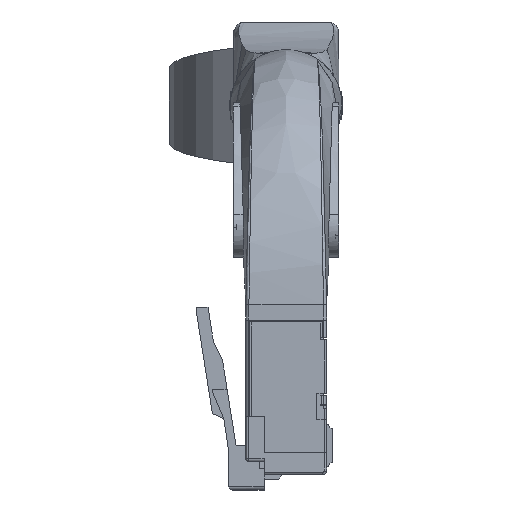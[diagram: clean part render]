
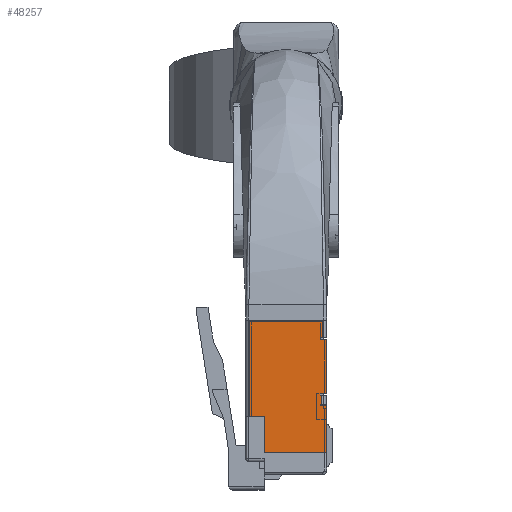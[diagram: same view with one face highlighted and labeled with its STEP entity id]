
A CAD part, left-side view. The second image highlights one B-rep face of the part: STEP entity #48257.
In plain terms, the highlighted face is planar.
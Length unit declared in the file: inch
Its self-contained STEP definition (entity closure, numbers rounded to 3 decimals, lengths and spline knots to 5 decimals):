
#639 = VECTOR ( 'NONE', #12377, 39.37008 ) ;
#772 = EDGE_CURVE ( 'NONE', #31265, #50530, #12635, .T. ) ;
#939 = ORIENTED_EDGE ( 'NONE', *, *, #20704, .F. ) ;
#973 = DIRECTION ( 'NONE',  ( 1., 0., 0. ) ) ;
#1077 = ORIENTED_EDGE ( 'NONE', *, *, #21785, .F. ) ;
#1889 = VERTEX_POINT ( 'NONE', #46670 ) ;
#1968 = CARTESIAN_POINT ( 'NONE',  ( 0.36299, -0.11031, 0.22992 ) ) ;
#2332 = DIRECTION ( 'NONE',  ( -1., 0., 0. ) ) ;
#2355 = EDGE_CURVE ( 'NONE', #47332, #1889, #60016, .T. ) ;
#2929 = VECTOR ( 'NONE', #57500, 39.37008 ) ;
#5220 = CARTESIAN_POINT ( 'NONE',  ( 0., 0.0689, 0.22992 ) ) ;
#5953 = CARTESIAN_POINT ( 'NONE',  ( 0.36811, -0.11031, 0.22992 ) ) ;
#6766 = LINE ( 'NONE', #52033, #20883 ) ;
#7016 = VERTEX_POINT ( 'NONE', #17344 ) ;
#7450 = VECTOR ( 'NONE', #34251, 39.37008 ) ;
#7503 = CARTESIAN_POINT ( 'NONE',  ( 0., 0.11811, 0.22992 ) ) ;
#8153 = DIRECTION ( 'NONE',  ( 1., 0., 0. ) ) ;
#8473 = CARTESIAN_POINT ( 'NONE',  ( 0.14941, -0.12992, 0.22992 ) ) ;
#8734 = DIRECTION ( 'NONE',  ( -1., 0., 0. ) ) ;
#8946 = LINE ( 'NONE', #38811, #7450 ) ;
#8955 = CARTESIAN_POINT ( 'NONE',  ( 0.4252, -0.11031, 0.22992 ) ) ;
#9013 = EDGE_CURVE ( 'NONE', #59294, #25507, #26048, .T. ) ;
#9512 = VERTEX_POINT ( 'NONE', #26550 ) ;
#9893 = CARTESIAN_POINT ( 'NONE',  ( 0.36299, -0.11811, 0.22992 ) ) ;
#9930 = VECTOR ( 'NONE', #47477, 39.37008 ) ;
#10063 = VERTEX_POINT ( 'NONE', #1968 ) ;
#10533 = CARTESIAN_POINT ( 'NONE',  ( 0.36811, -0.11811, 0.22992 ) ) ;
#10796 = VECTOR ( 'NONE', #29645, 39.37008 ) ;
#12377 = DIRECTION ( 'NONE',  ( 0., 1., 0. ) ) ;
#12635 = LINE ( 'NONE', #24498, #22279 ) ;
#12954 = LINE ( 'NONE', #9893, #22583 ) ;
#13066 = CARTESIAN_POINT ( 'NONE',  ( 0.18878, -0.12992, 0.22992 ) ) ;
#13619 = EDGE_CURVE ( 'NONE', #10063, #31265, #61337, .T. ) ;
#14139 = DIRECTION ( 'NONE',  ( 0., -1., 0. ) ) ;
#14777 = EDGE_CURVE ( 'NONE', #34683, #56316, #61216, .T. ) ;
#15835 = CARTESIAN_POINT ( 'NONE',  ( 0.4252, 0.11811, 0.22992 ) ) ;
#16490 = DIRECTION ( 'NONE',  ( 0., 1., 0. ) ) ;
#17036 = DIRECTION ( 'NONE',  ( 0., -1., 0. ) ) ;
#17344 = CARTESIAN_POINT ( 'NONE',  ( 0.18878, -0.11031, 0.22992 ) ) ;
#17525 = VERTEX_POINT ( 'NONE', #19581 ) ;
#17675 = DIRECTION ( 'NONE',  ( -1., 0., 0. ) ) ;
#17938 = LINE ( 'NONE', #45001, #43268 ) ;
#18371 = ORIENTED_EDGE ( 'NONE', *, *, #13619, .T. ) ;
#18734 = CARTESIAN_POINT ( 'NONE',  ( 0.4252, -0.11811, 0.22992 ) ) ;
#19166 = LINE ( 'NONE', #31603, #57107 ) ;
#19581 = CARTESIAN_POINT ( 'NONE',  ( 0.18386, -0.11031, 0.22992 ) ) ;
#19964 = VECTOR ( 'NONE', #17675, 39.37008 ) ;
#20018 = EDGE_CURVE ( 'NONE', #40393, #39076, #17938, .T. ) ;
#20672 = CARTESIAN_POINT ( 'NONE',  ( 0.11417, 0.0689, 0.22992 ) ) ;
#20704 = EDGE_CURVE ( 'NONE', #17525, #44104, #6766, .T. ) ;
#20883 = VECTOR ( 'NONE', #23502, 39.37008 ) ;
#21425 = EDGE_CURVE ( 'NONE', #26750, #1889, #28233, .T. ) ;
#21501 = VECTOR ( 'NONE', #26488, 39.37008 ) ;
#21610 = ORIENTED_EDGE ( 'NONE', *, *, #772, .T. ) ;
#21785 = EDGE_CURVE ( 'NONE', #32778, #7016, #38585, .T. ) ;
#22266 = CARTESIAN_POINT ( 'NONE',  ( 0., 0.0689, 0.22992 ) ) ;
#22279 = VECTOR ( 'NONE', #52984, 39.37008 ) ;
#22307 = CARTESIAN_POINT ( 'NONE',  ( 0.15433, 0.11811, 0.22992 ) ) ;
#22369 = ORIENTED_EDGE ( 'NONE', *, *, #29010, .T. ) ;
#22583 = VECTOR ( 'NONE', #33575, 39.37008 ) ;
#22646 = LINE ( 'NONE', #41484, #46503 ) ;
#23315 = VECTOR ( 'NONE', #8734, 39.37008 ) ;
#23502 = DIRECTION ( 'NONE',  ( 0., -1., 0. ) ) ;
#23648 = ORIENTED_EDGE ( 'NONE', *, *, #20018, .F. ) ;
#24498 = CARTESIAN_POINT ( 'NONE',  ( 0.36811, -0.11811, 0.22992 ) ) ;
#24561 = VECTOR ( 'NONE', #14139, 39.37008 ) ;
#25507 = VERTEX_POINT ( 'NONE', #34914 ) ;
#26048 = LINE ( 'NONE', #28282, #24561 ) ;
#26055 = CARTESIAN_POINT ( 'NONE',  ( 0.4252, 0.11811, 0.22992 ) ) ;
#26488 = DIRECTION ( 'NONE',  ( 0., 1., 0. ) ) ;
#26550 = CARTESIAN_POINT ( 'NONE',  ( 0.15433, -0.11523, 0.22992 ) ) ;
#26618 = ORIENTED_EDGE ( 'NONE', *, *, #45819, .T. ) ;
#26750 = VERTEX_POINT ( 'NONE', #8473 ) ;
#27055 = CARTESIAN_POINT ( 'NONE',  ( 0.4252, -0.11031, 0.22992 ) ) ;
#27135 = LINE ( 'NONE', #57939, #49520 ) ;
#27225 = ORIENTED_EDGE ( 'NONE', *, *, #9013, .F. ) ;
#28141 = EDGE_CURVE ( 'NONE', #47332, #40393, #47354, .T. ) ;
#28233 = LINE ( 'NONE', #52773, #2929 ) ;
#28282 = CARTESIAN_POINT ( 'NONE',  ( 0.4252, 0.11811, 0.22992 ) ) ;
#29010 = EDGE_CURVE ( 'NONE', #9512, #44104, #27135, .T. ) ;
#29645 = DIRECTION ( 'NONE',  ( 1., 0., 0. ) ) ;
#29672 = EDGE_CURVE ( 'NONE', #10063, #42264, #12954, .T. ) ;
#30383 = EDGE_CURVE ( 'NONE', #25507, #50530, #35186, .T. ) ;
#30807 = DIRECTION ( 'NONE',  ( 0., 0., -1. ) ) ;
#31265 = VERTEX_POINT ( 'NONE', #36484 ) ;
#31485 = CARTESIAN_POINT ( 'NONE',  ( 0.15433, -0.11031, 0.22992 ) ) ;
#31603 = CARTESIAN_POINT ( 'NONE',  ( 0.14941, 0.11811, 0.22992 ) ) ;
#31900 = CARTESIAN_POINT ( 'NONE',  ( 0.18386, -0.11523, 0.22992 ) ) ;
#32621 = LINE ( 'NONE', #27055, #19964 ) ;
#32778 = VERTEX_POINT ( 'NONE', #13066 ) ;
#33575 = DIRECTION ( 'NONE',  ( 0., -1., 0. ) ) ;
#34023 = ORIENTED_EDGE ( 'NONE', *, *, #29672, .F. ) ;
#34251 = DIRECTION ( 'NONE',  ( -1., 0., 0. ) ) ;
#34261 = CARTESIAN_POINT ( 'NONE',  ( 0.11417, 0.11811, 0.22992 ) ) ;
#34653 = VECTOR ( 'NONE', #8153, 39.37008 ) ;
#34666 = ORIENTED_EDGE ( 'NONE', *, *, #21425, .F. ) ;
#34683 = VERTEX_POINT ( 'NONE', #31485 ) ;
#34914 = CARTESIAN_POINT ( 'NONE',  ( 0.4252, -0.11811, 0.22992 ) ) ;
#35186 = LINE ( 'NONE', #18734, #9930 ) ;
#36300 = AXIS2_PLACEMENT_3D ( 'NONE', #26055, #30807, #2332 ) ;
#36379 = DIRECTION ( 'NONE',  ( 0., -1., 0. ) ) ;
#36484 = CARTESIAN_POINT ( 'NONE',  ( 0.36811, -0.11031, 0.22992 ) ) ;
#38585 = LINE ( 'NONE', #59720, #639 ) ;
#38811 = CARTESIAN_POINT ( 'NONE',  ( 0.4252, 0.11811, 0.22992 ) ) ;
#39076 = VERTEX_POINT ( 'NONE', #34261 ) ;
#40393 = VERTEX_POINT ( 'NONE', #20672 ) ;
#41029 = ORIENTED_EDGE ( 'NONE', *, *, #51193, .F. ) ;
#41467 = ORIENTED_EDGE ( 'NONE', *, *, #60532, .F. ) ;
#41484 = CARTESIAN_POINT ( 'NONE',  ( 0.36299, -0.12992, 0.22992 ) ) ;
#42264 = VERTEX_POINT ( 'NONE', #49038 ) ;
#43268 = VECTOR ( 'NONE', #16490, 39.37008 ) ;
#44104 = VERTEX_POINT ( 'NONE', #31900 ) ;
#44583 = CARTESIAN_POINT ( 'NONE',  ( 0.14941, -0.11031, 0.22992 ) ) ;
#45001 = CARTESIAN_POINT ( 'NONE',  ( 0.11417, 0.12992, 0.22992 ) ) ;
#45819 = EDGE_CURVE ( 'NONE', #59294, #39076, #8946, .T. ) ;
#46301 = DIRECTION ( 'NONE',  ( -1., 0., 0. ) ) ;
#46503 = VECTOR ( 'NONE', #46301, 39.37008 ) ;
#46670 = CARTESIAN_POINT ( 'NONE',  ( 0., -0.12992, 0.22992 ) ) ;
#47332 = VERTEX_POINT ( 'NONE', #5220 ) ;
#47354 = LINE ( 'NONE', #22266, #34653 ) ;
#47465 = VECTOR ( 'NONE', #17036, 39.37008 ) ;
#47477 = DIRECTION ( 'NONE',  ( -1., 0., 0. ) ) ;
#48257 = ADVANCED_FACE ( 'NONE', ( #52215 ), #54527, .F. ) ;
#49038 = CARTESIAN_POINT ( 'NONE',  ( 0.36299, -0.12992, 0.22992 ) ) ;
#49520 = VECTOR ( 'NONE', #973, 39.37008 ) ;
#49604 = ORIENTED_EDGE ( 'NONE', *, *, #14777, .F. ) ;
#50351 = ORIENTED_EDGE ( 'NONE', *, *, #2355, .T. ) ;
#50530 = VERTEX_POINT ( 'NONE', #10533 ) ;
#50806 = EDGE_CURVE ( 'NONE', #9512, #34683, #57952, .T. ) ;
#51193 = EDGE_CURVE ( 'NONE', #7016, #17525, #32621, .T. ) ;
#52033 = CARTESIAN_POINT ( 'NONE',  ( 0.18386, 0.11811, 0.22992 ) ) ;
#52215 = FACE_OUTER_BOUND ( 'NONE', #56421, .T. ) ;
#52773 = CARTESIAN_POINT ( 'NONE',  ( 0.36299, -0.12992, 0.22992 ) ) ;
#52984 = DIRECTION ( 'NONE',  ( 0., -1., 0. ) ) ;
#54327 = ORIENTED_EDGE ( 'NONE', *, *, #28141, .F. ) ;
#54527 = PLANE ( 'NONE',  #36300 ) ;
#54585 = EDGE_CURVE ( 'NONE', #42264, #32778, #22646, .T. ) ;
#55050 = ORIENTED_EDGE ( 'NONE', *, *, #54585, .F. ) ;
#55270 = ORIENTED_EDGE ( 'NONE', *, *, #50806, .F. ) ;
#56316 = VERTEX_POINT ( 'NONE', #44583 ) ;
#56421 = EDGE_LOOP ( 'NONE', ( #21610, #56935, #27225, #26618, #23648, #54327, #50351, #34666, #41467, #49604, #55270, #22369, #939, #41029, #1077, #55050, #34023, #18371 ) ) ;
#56935 = ORIENTED_EDGE ( 'NONE', *, *, #30383, .F. ) ;
#57107 = VECTOR ( 'NONE', #36379, 39.37008 ) ;
#57500 = DIRECTION ( 'NONE',  ( -1., 0., 0. ) ) ;
#57939 = CARTESIAN_POINT ( 'NONE',  ( 0.15433, -0.11523, 0.22992 ) ) ;
#57952 = LINE ( 'NONE', #22307, #21501 ) ;
#59294 = VERTEX_POINT ( 'NONE', #15835 ) ;
#59720 = CARTESIAN_POINT ( 'NONE',  ( 0.18878, 0.11811, 0.22992 ) ) ;
#60016 = LINE ( 'NONE', #7503, #47465 ) ;
#60532 = EDGE_CURVE ( 'NONE', #56316, #26750, #19166, .T. ) ;
#61216 = LINE ( 'NONE', #8955, #23315 ) ;
#61337 = LINE ( 'NONE', #5953, #10796 ) ;
